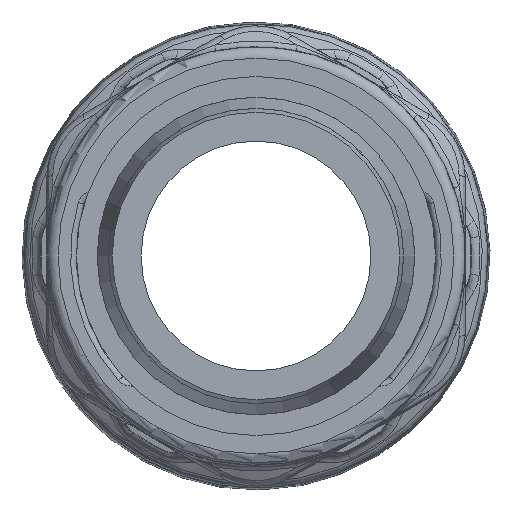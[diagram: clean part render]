
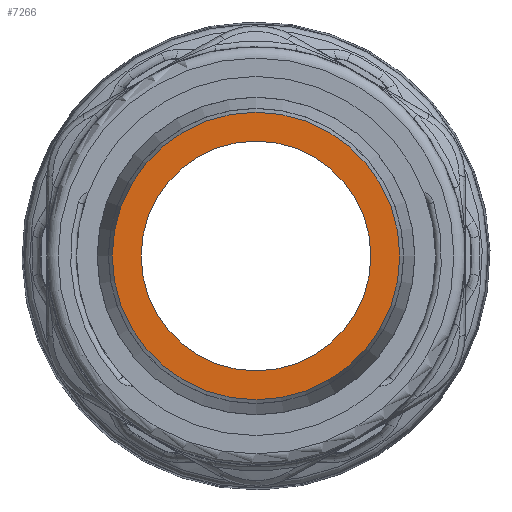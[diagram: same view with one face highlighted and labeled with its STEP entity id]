
A CAD part, front view. The second image highlights one B-rep face of the part: STEP entity #7266.
In plain terms, the highlighted planar face has unit normal (0, -1, 0).
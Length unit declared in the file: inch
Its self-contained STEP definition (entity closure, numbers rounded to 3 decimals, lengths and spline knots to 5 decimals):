
#746=FACE_BOUND('',#1742,.T.);
#817=PLANE('',#8143);
#1259=FACE_OUTER_BOUND('',#1741,.T.);
#1741=EDGE_LOOP('',(#6197));
#1742=EDGE_LOOP('',(#6198));
#2579=CIRCLE('',#8142,0.50035);
#2580=CIRCLE('',#8144,0.4);
#3185=VERTEX_POINT('',#18668);
#3186=VERTEX_POINT('',#18672);
#4193=EDGE_CURVE('',#3185,#3185,#2579,.T.);
#4195=EDGE_CURVE('',#3186,#3186,#2580,.T.);
#6197=ORIENTED_EDGE('',*,*,#4193,.T.);
#6198=ORIENTED_EDGE('',*,*,#4195,.F.);
#7266=ADVANCED_FACE('',(#1259,#746),#817,.T.);
#8142=AXIS2_PLACEMENT_3D('',#18669,#10047,#10048);
#8143=AXIS2_PLACEMENT_3D('',#18671,#10050,#10051);
#8144=AXIS2_PLACEMENT_3D('',#18673,#10052,#10053);
#10047=DIRECTION('center_axis',(0.,-1.,0.));
#10048=DIRECTION('ref_axis',(0.,0.,-1.));
#10050=DIRECTION('center_axis',(0.,-1.,0.));
#10051=DIRECTION('ref_axis',(0.,0.,-1.));
#10052=DIRECTION('center_axis',(0.,-1.,0.));
#10053=DIRECTION('ref_axis',(0.,0.,-1.));
#18668=CARTESIAN_POINT('',(-0.50035,-3.70069,0.));
#18669=CARTESIAN_POINT('Origin',(0.,-3.70069,0.));
#18671=CARTESIAN_POINT('Origin',(0.4,-3.70069,0.));
#18672=CARTESIAN_POINT('',(-0.4,-3.70069,0.));
#18673=CARTESIAN_POINT('Origin',(0.,-3.70069,0.));
